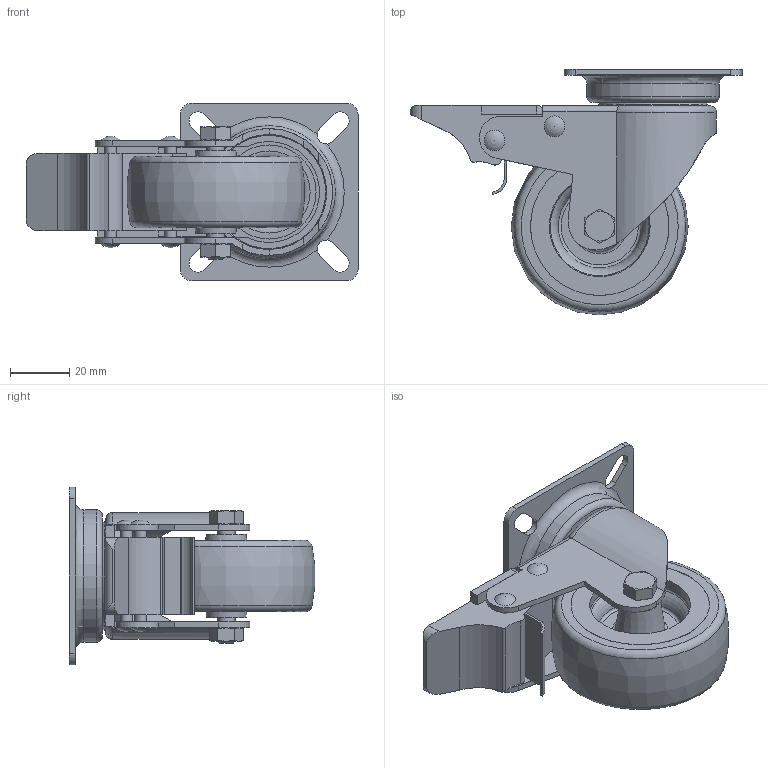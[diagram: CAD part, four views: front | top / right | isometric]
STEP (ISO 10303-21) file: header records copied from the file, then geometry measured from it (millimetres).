
FILE_DESCRIPTION( ( 'STEP AP214' ), ' ' );
FILE_NAME( 'SRP_FR_378102.stp', '2018-04-04T10:59:56', ( '' ), ( '' ), ' ', 'PARTsolutions', ' ' );
FILE_SCHEMA( ( 'AUTOMOTIVE_DESIGN { 1 0 10303 214 1 1 1 1 }' ) );
Length unit declared in the file: millimetre
Products named in the file (7): SRP FR 378102; _Serie 37 CB-W - 371102; _37 SRP FR 60-b; _37-60-n; _37-60-f; _37-60-s; _37-60-b
Assembly tree (6 placements, depth 2):
  SRP FR 378102
    _Serie 37 CB-W - 371102
    _37 SRP FR 60-b
    _37-60-n
    _37-60-f
    _37-60-s
    _37-60-b
Bounding box: 112 x 82.88 x 60 mm (x, y, z)
Volume: 107026.9 mm3; surface area: 44996.7 mm2
Topology: 6 solids, 7 shells, 225 faces, 559 edges, 357 vertices
Faces by surface type: plane 93, cylinder 71, cone 33, torus 23, sphere 4, bspline 1
Full cylindrical faces by diameter (mm): 4 x2, 4.917 x1, 5.9 x1, 6 x3, 7.9 x1, 8 x3, 10.02 x1, 28 x1, 31.72 x1, 34 x1, 34.003 x2, 38.8 x1, 39.72 x1, 40.72 x1, 44.72 x1, 46.703 x2, 46.743 x2
Entity records: 8646 total; most frequent: CARTESIAN_POINT 1667, DIRECTION 1061, ORIENTED_EDGE 964, EDGE_CURVE 482, AXIS2_PLACEMENT_3D 434, VERTEX_POINT 346, EDGE_LOOP 319, FACE_OUTER_BOUND 274
